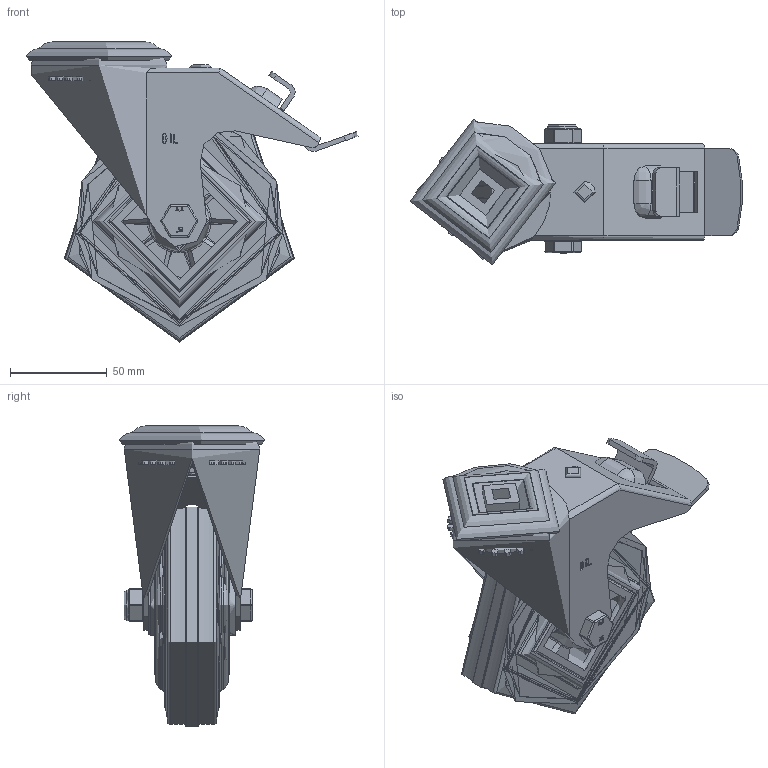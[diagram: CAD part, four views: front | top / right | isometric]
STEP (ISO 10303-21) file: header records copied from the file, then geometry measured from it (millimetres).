
FILE_DESCRIPTION(/* description */ (''),/* implementation_level */ '2;1');
FILE_NAME(/* name */ 'BZMM125GRBBH12SWB.step',/* time_stamp */ '2024-09-26T15:53:28+01:00',/* author */ (''),/* organization */ (''),/* preprocessor_version */ 'ST-DEVELOPER v20',/* originating_system */ 'Autodesk Translation Framework v13.20.0.188',/* authorisation */ '');
FILE_SCHEMA (('AUTOMOTIVE_DESIGN { 1 0 10303 214 3 1 1 }'));
Length unit declared in the file: millimetre
Products named in the file (26): BZMM125GRBBH12SWB; BZMM125ASBH12SWB v1; ZINC PLATED, PRESSED STEEL HEAD; ZINC PLATED, PRESSED STEEL FORKS; ZINC PLATED, PRESSED STEEL BRAKE PEDAL; BRAKE PAD; BRAKE PAD Geometry; BOLT; NUT; BZMM125WGRRB v1; RUBBER TYRE; POLYPROPYLENE RIM; POLYPROPYLENE RIM Geometry; CAP; ROLLER BEARING; CAGE; RIBS; Component4; TUBEM15X45 v1; ZINC PLATED, STEEL TUBE; HEXBOLTM10X60Z8.8 v2; GRADE 8.8 ZINC PLATED BOLT; NYLOCM10Z v1; NYLOC NUT; RUBBER; NUT (1)
Assembly tree (32 placements, depth 5):
  BZMM125GRBBH12SWB
    BZMM125ASBH12SWB v1
      ZINC PLATED, PRESSED STEEL HEAD
      ZINC PLATED, PRESSED STEEL FORKS
      ZINC PLATED, PRESSED STEEL BRAKE PEDAL
      BRAKE PAD
        BRAKE PAD Geometry
        BOLT
        NUT
    BZMM125WGRRB v1
      RUBBER TYRE
      POLYPROPYLENE RIM
        POLYPROPYLENE RIM Geometry
        CAP
      ROLLER BEARING
        CAGE
        RIBS
          Component4  x8
    TUBEM15X45 v1
      ZINC PLATED, STEEL TUBE
    HEXBOLTM10X60Z8.8 v2
      GRADE 8.8 ZINC PLATED BOLT
    NYLOCM10Z v1
      NYLOC NUT
        RUBBER
        NUT (1)
Bounding box: 171.46 x 75.35 x 155 mm (x, y, z)
Volume: 415337.8 mm3; surface area: 165944.7 mm2
Topology: 22 solids, 22 shells, 1040 faces, 2624 edges, 1625 vertices
Faces by surface type: plane 384, cylinder 251, bspline 221, torus 81, sphere 62, cone 41
Full cylindrical faces by diameter (mm): 4 x8, 6 x4, 8.141 x19, 9 x2, 9.85 x20, 10 x3, 10.2 x3, 11 x1, 12 x2, 12.2 x1, 14.95 x1, 15 x2, 15.2 x1, 15.5 x1, 16 x1, 21.313 x1, 22.75 x2, 24 x3, 28.9 x1, 29 x1, 31 x2, 38 x1, 49.5 x1, 60 x2, 65 x1, 67.5 x2, 70 x1, 72 x1, 72.5 x4, 125 x1
Entity records: 73568 total; most frequent: CARTESIAN_POINT 49069, ORIENTED_EDGE 5166, DIRECTION 4756, EDGE_CURVE 2583, AXIS2_PLACEMENT_3D 1814, VERTEX_POINT 1610, LINE 1128, VECTOR 1128
